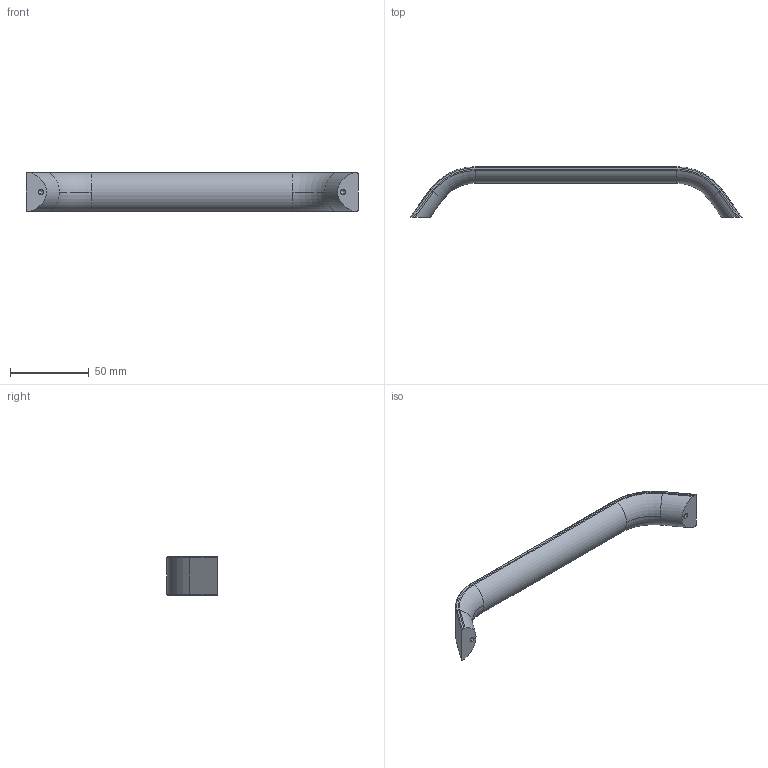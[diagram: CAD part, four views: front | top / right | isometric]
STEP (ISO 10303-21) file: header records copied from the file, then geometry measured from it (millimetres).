
FILE_DESCRIPTION (( 'STEP AP214' ), '1' );
FILE_NAME ('F001529,F001534,F001539,F001544_3D.step', '2022-06-10T07:00:08', ( '' ), ( '' ), 'SwSTEP 2.0', 'SolidWorks 2020', '' );
FILE_SCHEMA (( 'AUTOMOTIVE_DESIGN' ));
Length unit declared in the file: millimetre
Products named in the file (1): F001529,F001534,F001539,F001544_3D
Bounding box: 211 x 32 x 24.5 mm (x, y, z)
Volume: 44625.7 mm3; surface area: 14117.6 mm2
Topology: 1 solids, 1 shells, 52 faces, 114 edges, 62 vertices
Faces by surface type: cylinder 21, plane 15, torus 12, cone 4
Entity records: 1450 total; most frequent: DIRECTION 256, CARTESIAN_POINT 255, ORIENTED_EDGE 220, EDGE_CURVE 110, AXIS2_PLACEMENT_3D 103, VERTEX_POINT 62, EDGE_LOOP 54, ADVANCED_FACE 52
